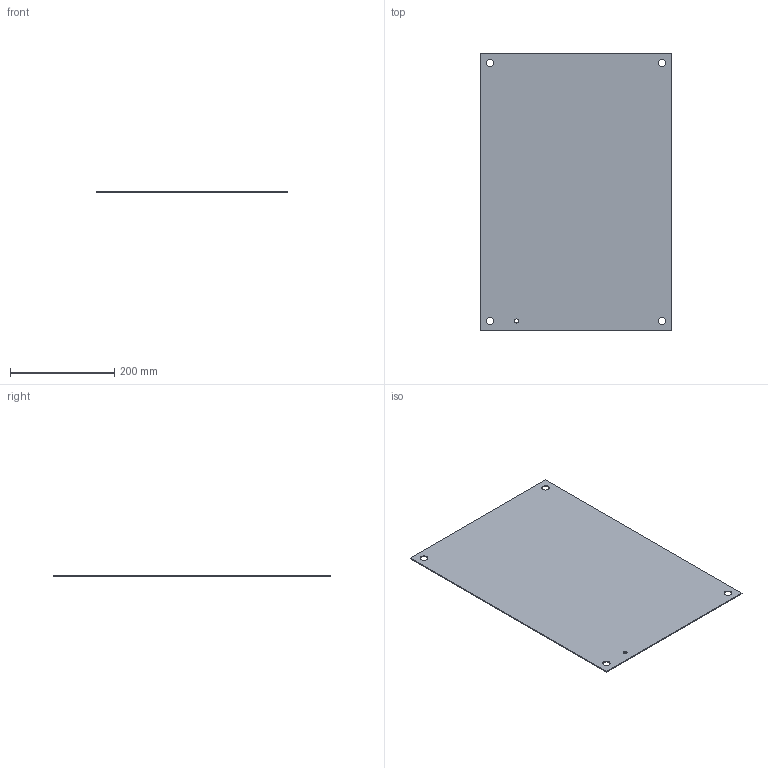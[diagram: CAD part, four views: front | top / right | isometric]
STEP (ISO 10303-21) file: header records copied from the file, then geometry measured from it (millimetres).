
FILE_DESCRIPTION((''),'2;1');
FILE_NAME('N1P1624PP.stp','2013-06-21T14:06:38',('svelu'),(''),'Autodesk Inventor 2012','Autodesk Inventor 2012','');
FILE_SCHEMA(('AUTOMOTIVE_DESIGN { 1 0 10303 214 1 1 1 1 }'));
Length unit declared in the file: inch
Products named in the file (1): N1P_PP-LARGE
Bounding box: 368.3 x 533.4 x 1.88 mm (x, y, z)
Volume: 367949.5 mm3; surface area: 395293.1 mm2
Topology: 1 solids, 1 shells, 11 faces, 27 edges, 18 vertices
Faces by surface type: plane 6, cylinder 5
Full cylindrical faces by diameter (mm): 7.925 x1, 14.3 x4
Entity records: 354 total; most frequent: DIRECTION 56, CARTESIAN_POINT 52, ORIENTED_EDGE 44, EDGE_LOOP 26, AXIS2_PLACEMENT_3D 22, EDGE_CURVE 22, VERTEX_POINT 18, FACE_BOUND 15
